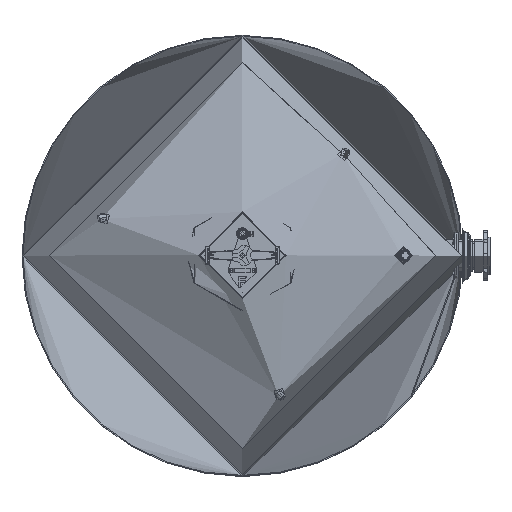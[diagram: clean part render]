
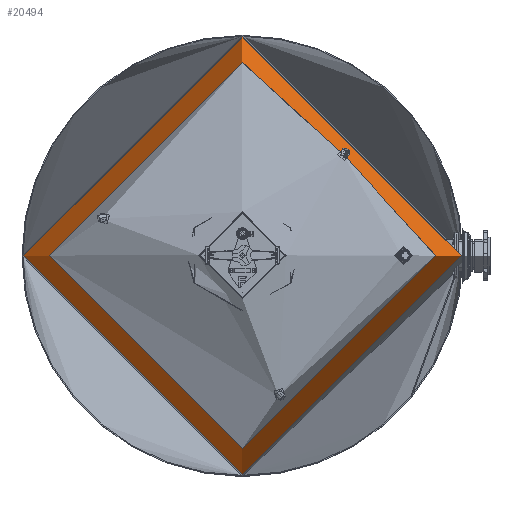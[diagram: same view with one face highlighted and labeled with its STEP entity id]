
A CAD part, top view. The second image highlights one B-rep face of the part: STEP entity #20494.
In plain terms, the highlighted toroidal (fillet/blend) face has major radius 994.012 mm and minor radius 265 mm.
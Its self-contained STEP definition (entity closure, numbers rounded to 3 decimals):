
#20494 = ADVANCED_FACE( '', ( #29674, #29675 ), #29676, .T. );
#29674 = FACE_OUTER_BOUND( '', #33149, .T. );
#29675 = FACE_OUTER_BOUND( '', #33150, .T. );
#29676 = TOROIDAL_SURFACE( '', #33151, 994.012, 265. );
#33149 = EDGE_LOOP( '', ( #38121 ) );
#33150 = EDGE_LOOP( '', ( #38122 ) );
#33151 = AXIS2_PLACEMENT_3D( '', #38123, #38124, #38125 );
#38121 = ORIENTED_EDGE( '', *, *, #73216, .T. );
#38122 = ORIENTED_EDGE( '', *, *, #73223, .F. );
#38123 = CARTESIAN_POINT( '', ( 0.513, 0., 682.479 ) );
#38124 = DIRECTION( '', ( 0., 0., -1. ) );
#38125 = DIRECTION( '', ( -1., 0., 0. ) );
#73216 = EDGE_CURVE( '', #77024, #77024, #77025, .T. );
#73223 = EDGE_CURVE( '', #77038, #77038, #77039, .T. );
#77024 = VERTEX_POINT( '', #78442 );
#77025 = CIRCLE( '', #78443, 1107.567 );
#77038 = VERTEX_POINT( '', #78812 );
#77039 = CIRCLE( '', #78813, 1259.012 );
#78442 = CARTESIAN_POINT( '', ( -1107.054, 0., 921.917 ) );
#78443 = AXIS2_PLACEMENT_3D( '', #79211, #79212, #79213 );
#78812 = CARTESIAN_POINT( '', ( -1258.499, 0., 682.479 ) );
#78813 = AXIS2_PLACEMENT_3D( '', #79220, #79221, #79222 );
#79211 = CARTESIAN_POINT( '', ( 0.513, 0., 921.917 ) );
#79212 = DIRECTION( '', ( 0., 0., -1. ) );
#79213 = DIRECTION( '', ( -1., 0., 0. ) );
#79220 = CARTESIAN_POINT( '', ( 0.513, 0., 682.479 ) );
#79221 = DIRECTION( '', ( 0., 0., -1. ) );
#79222 = DIRECTION( '', ( -1., 0., 0. ) );
